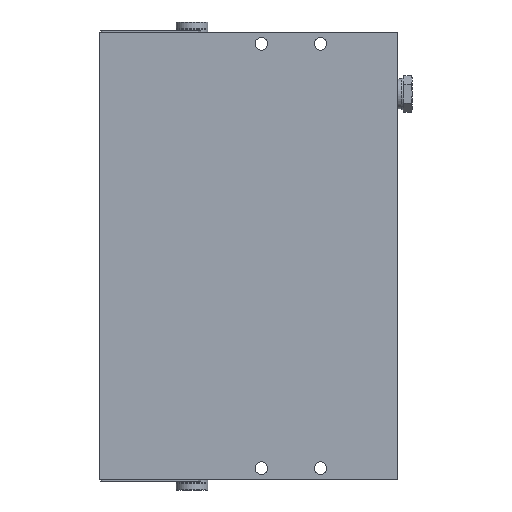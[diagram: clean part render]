
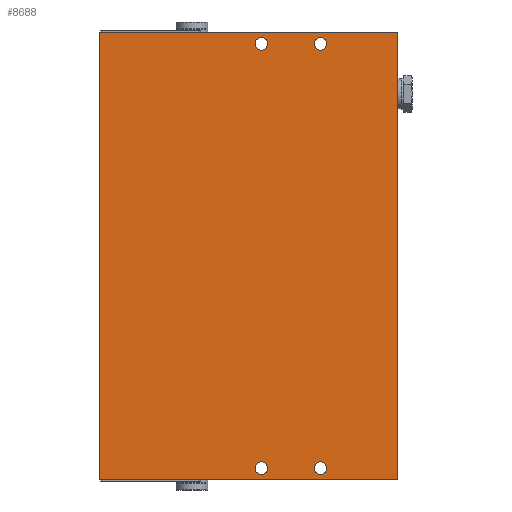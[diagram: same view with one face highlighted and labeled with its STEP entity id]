
A CAD part, front view. The second image highlights one B-rep face of the part: STEP entity #8688.
In plain terms, the highlighted planar face has unit normal (0, -1, 0).
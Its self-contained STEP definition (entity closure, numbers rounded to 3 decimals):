
#538=LINE('',#13670,#1162);
#577=LINE('',#13849,#1201);
#578=LINE('',#13859,#1202);
#579=LINE('',#13861,#1203);
#1162=VECTOR('',#10775,1000.);
#1201=VECTOR('',#10920,1000.);
#1202=VECTOR('',#10931,1000.);
#1203=VECTOR('',#10932,1000.);
#2002=ORIENTED_EDGE('',*,*,#4271,.T.);
#2003=ORIENTED_EDGE('',*,*,#4272,.T.);
#2004=ORIENTED_EDGE('',*,*,#4273,.T.);
#2005=ORIENTED_EDGE('',*,*,#4274,.T.);
#2006=ORIENTED_EDGE('',*,*,#4275,.T.);
#2007=ORIENTED_EDGE('',*,*,#4276,.F.);
#2008=ORIENTED_EDGE('',*,*,#4182,.F.);
#2009=ORIENTED_EDGE('',*,*,#4270,.T.);
#4182=EDGE_CURVE('',#5317,#5318,#538,.T.);
#4270=EDGE_CURVE('',#5317,#5404,#577,.T.);
#4271=EDGE_CURVE('',#5405,#5405,#6111,.T.);
#4272=EDGE_CURVE('',#5406,#5406,#6112,.T.);
#4273=EDGE_CURVE('',#5407,#5407,#6113,.T.);
#4274=EDGE_CURVE('',#5408,#5408,#6114,.T.);
#4275=EDGE_CURVE('',#5404,#5409,#578,.T.);
#4276=EDGE_CURVE('',#5318,#5409,#579,.T.);
#5317=VERTEX_POINT('',#13669);
#5318=VERTEX_POINT('',#13671);
#5404=VERTEX_POINT('',#13848);
#5405=VERTEX_POINT('',#13852);
#5406=VERTEX_POINT('',#13854);
#5407=VERTEX_POINT('',#13856);
#5408=VERTEX_POINT('',#13858);
#5409=VERTEX_POINT('',#13860);
#6111=CIRCLE('',#9495,2.75);
#6112=CIRCLE('',#9496,2.75);
#6113=CIRCLE('',#9497,2.75);
#6114=CIRCLE('',#9498,2.75);
#6547=EDGE_LOOP('',(#2002));
#6548=EDGE_LOOP('',(#2003));
#6549=EDGE_LOOP('',(#2004));
#6550=EDGE_LOOP('',(#2005));
#6551=EDGE_LOOP('',(#2006,#2007,#2008,#2009));
#7525=FACE_BOUND('',#6547,.T.);
#7526=FACE_BOUND('',#6548,.T.);
#7527=FACE_BOUND('',#6549,.T.);
#7528=FACE_BOUND('',#6550,.T.);
#7529=FACE_BOUND('',#6551,.T.);
#8388=PLANE('',#9494);
#8688=ADVANCED_FACE('',(#7525,#7526,#7527,#7528,#7529),#8388,.F.);
#9494=AXIS2_PLACEMENT_3D('',#13850,#10921,#10922);
#9495=AXIS2_PLACEMENT_3D('',#13851,#10923,#10924);
#9496=AXIS2_PLACEMENT_3D('',#13853,#10925,#10926);
#9497=AXIS2_PLACEMENT_3D('',#13855,#10927,#10928);
#9498=AXIS2_PLACEMENT_3D('',#13857,#10929,#10930);
#10775=DIRECTION('',(1.,0.,0.));
#10920=DIRECTION('',(0.,0.,-1.));
#10921=DIRECTION('',(0.,1.,0.));
#10922=DIRECTION('',(0.,0.,1.));
#10923=DIRECTION('',(0.,1.,0.));
#10924=DIRECTION('',(0.,0.,1.));
#10925=DIRECTION('',(0.,1.,0.));
#10926=DIRECTION('',(0.,0.,1.));
#10927=DIRECTION('',(0.,1.,0.));
#10928=DIRECTION('',(0.,0.,1.));
#10929=DIRECTION('',(0.,1.,0.));
#10930=DIRECTION('',(0.,0.,1.));
#10931=DIRECTION('',(1.,0.,0.));
#10932=DIRECTION('',(0.,0.,-1.));
#13669=CARTESIAN_POINT('',(0.,-42.5,196.5));
#13670=CARTESIAN_POINT('',(0.,-42.5,196.5));
#13671=CARTESIAN_POINT('',(131.,-42.5,196.5));
#13848=CARTESIAN_POINT('',(0.,-42.5,0.));
#13849=CARTESIAN_POINT('',(0.,-42.5,196.5));
#13850=CARTESIAN_POINT('',(0.,-42.5,196.5));
#13851=CARTESIAN_POINT('',(60.,-42.5,5.));
#13852=CARTESIAN_POINT('',(60.,-42.5,7.75));
#13853=CARTESIAN_POINT('',(34.,-42.5,191.5));
#13854=CARTESIAN_POINT('',(34.,-42.5,194.25));
#13855=CARTESIAN_POINT('',(60.,-42.5,191.5));
#13856=CARTESIAN_POINT('',(60.,-42.5,194.25));
#13857=CARTESIAN_POINT('',(34.,-42.5,5.));
#13858=CARTESIAN_POINT('',(34.,-42.5,7.75));
#13859=CARTESIAN_POINT('',(0.,-42.5,0.));
#13860=CARTESIAN_POINT('',(131.,-42.5,0.));
#13861=CARTESIAN_POINT('',(131.,-42.5,196.5));
